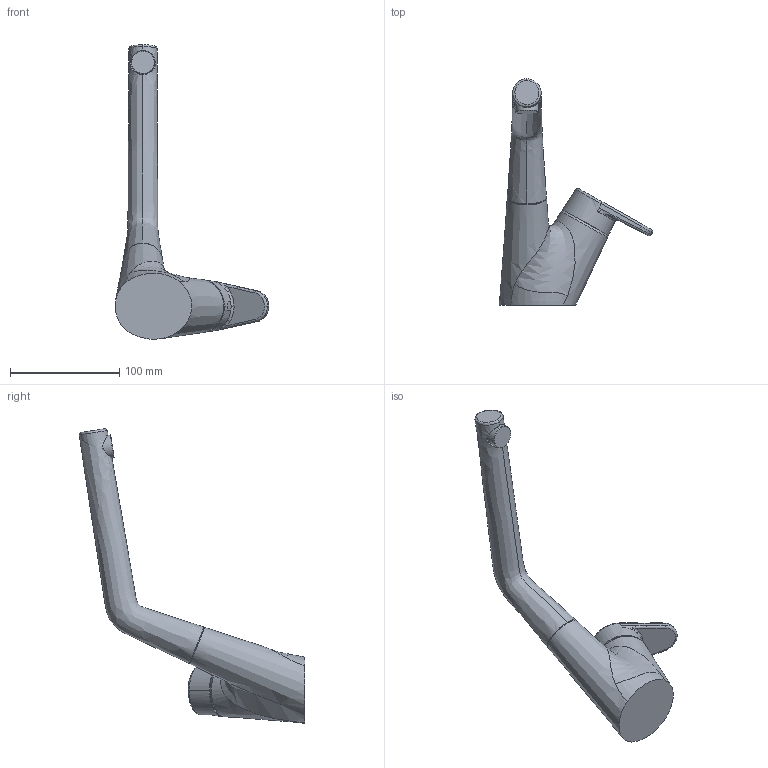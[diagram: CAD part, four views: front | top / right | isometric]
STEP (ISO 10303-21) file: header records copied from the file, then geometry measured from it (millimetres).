
FILE_DESCRIPTION (( 'STEP AP203' ), '1' );
FILE_NAME ('2220F(2016)+55682203.STEP', '2017-03-09T05:45:42', ( '' ), ( '' ), 'SwSTEP 2.0', 'SolidWorks 2016', '' );
FILE_SCHEMA (( 'CONFIG_CONTROL_DESIGN' ));
Length unit declared in the file: millimetre
Products named in the file (1): 2220F(2016)+55682203
Bounding box: 140.47 x 206.25 x 268.94 mm (x, y, z)
Volume: 519889.8 mm3; surface area: 55869.2 mm2
Topology: 1 solids, 1 shells, 50 faces, 134 edges, 88 vertices
Faces by surface type: bspline 36, plane 8, cylinder 2, cone 2, torus 1, sphere 1
Full cylindrical faces by diameter (mm): 21 x1, 34.824 x1
Entity records: 8898 total; most frequent: CARTESIAN_POINT 7950, ORIENTED_EDGE 240, EDGE_CURVE 120, B_SPLINE_CURVE_WITH_KNOTS 92, VERTEX_POINT 82, DIRECTION 64, EDGE_LOOP 60, FACE_OUTER_BOUND 54
